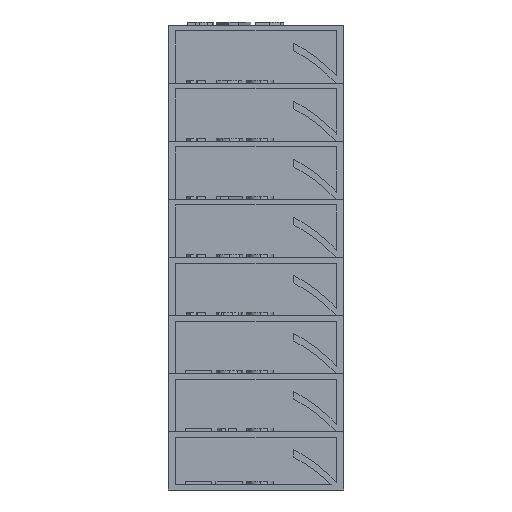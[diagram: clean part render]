
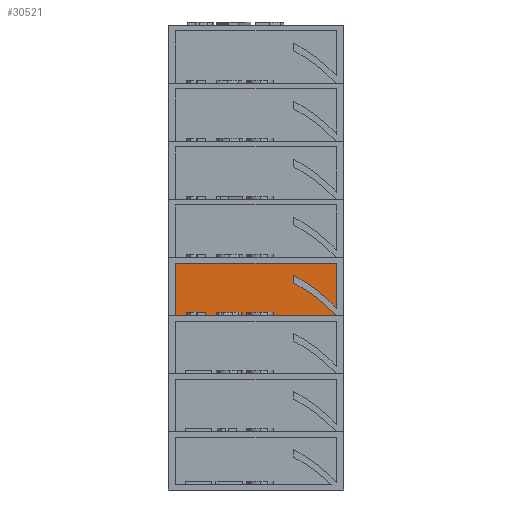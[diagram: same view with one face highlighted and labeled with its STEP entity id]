
A CAD part, front view. The second image highlights one B-rep face of the part: STEP entity #30521.
In plain terms, the highlighted planar face has unit normal (0, -1, 0).
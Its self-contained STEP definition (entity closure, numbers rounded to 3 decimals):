
#29578 = PLANE('',#29579);
#29579 = AXIS2_PLACEMENT_3D('',#29580,#29581,#29582);
#29580 = CARTESIAN_POINT('',(0.,2.331,29.7));
#29581 = DIRECTION('',(0.,0.,1.));
#29582 = DIRECTION('',(1.,0.,0.));
#29715 = VERTEX_POINT('',#29716);
#29716 = CARTESIAN_POINT('',(13.7,3.7,29.7));
#29730 = PLANE('',#29731);
#29731 = AXIS2_PLACEMENT_3D('',#29732,#29733,#29734);
#29732 = CARTESIAN_POINT('',(13.7,-5.,29.7));
#29733 = DIRECTION('',(-1.,0.,0.));
#29734 = DIRECTION('',(0.,1.,0.));
#29742 = EDGE_CURVE('',#29715,#29743,#29745,.T.);
#29743 = VERTEX_POINT('',#29744);
#29744 = CARTESIAN_POINT('',(-13.7,3.7,29.7));
#29745 = SURFACE_CURVE('',#29746,(#29750,#29757),.PCURVE_S1.);
#29746 = LINE('',#29747,#29748);
#29747 = CARTESIAN_POINT('',(13.7,3.7,29.7));
#29748 = VECTOR('',#29749,1.);
#29749 = DIRECTION('',(-1.,0.,0.));
#29750 = PCURVE('',#29578,#29751);
#29751 = DEFINITIONAL_REPRESENTATION('',(#29752),#29756);
#29752 = LINE('',#29753,#29754);
#29753 = CARTESIAN_POINT('',(13.7,1.369));
#29754 = VECTOR('',#29755,1.);
#29755 = DIRECTION('',(-1.,0.));
#29756 = ( GEOMETRIC_REPRESENTATION_CONTEXT(2) 
PARAMETRIC_REPRESENTATION_CONTEXT() REPRESENTATION_CONTEXT('2D SPACE',''
  ) );
#29757 = PCURVE('',#29758,#29763);
#29758 = PLANE('',#29759);
#29759 = AXIS2_PLACEMENT_3D('',#29760,#29761,#29762);
#29760 = CARTESIAN_POINT('',(13.7,3.7,29.7));
#29761 = DIRECTION('',(0.,-1.,0.));
#29762 = DIRECTION('',(-1.,0.,0.));
#29763 = DEFINITIONAL_REPRESENTATION('',(#29764),#29768);
#29764 = LINE('',#29765,#29766);
#29765 = CARTESIAN_POINT('',(0.,-0.));
#29766 = VECTOR('',#29767,1.);
#29767 = DIRECTION('',(1.,0.));
#29768 = ( GEOMETRIC_REPRESENTATION_CONTEXT(2) 
PARAMETRIC_REPRESENTATION_CONTEXT() REPRESENTATION_CONTEXT('2D SPACE',''
  ) );
#29786 = PLANE('',#29787);
#29787 = AXIS2_PLACEMENT_3D('',#29788,#29789,#29790);
#29788 = CARTESIAN_POINT('',(-13.7,3.7,29.7));
#29789 = DIRECTION('',(1.,0.,0.));
#29790 = DIRECTION('',(0.,-1.,0.));
#30071 = PLANE('',#30072);
#30072 = AXIS2_PLACEMENT_3D('',#30073,#30074,#30075);
#30073 = CARTESIAN_POINT('',(0.,0.,38.7));
#30074 = DIRECTION('',(0.,0.,1.));
#30075 = DIRECTION('',(1.,0.,0.));
#30478 = VERTEX_POINT('',#30479);
#30479 = CARTESIAN_POINT('',(13.7,3.7,38.7));
#30500 = EDGE_CURVE('',#29715,#30478,#30501,.T.);
#30501 = SURFACE_CURVE('',#30502,(#30506,#30513),.PCURVE_S1.);
#30502 = LINE('',#30503,#30504);
#30503 = CARTESIAN_POINT('',(13.7,3.7,29.7));
#30504 = VECTOR('',#30505,1.);
#30505 = DIRECTION('',(0.,0.,1.));
#30506 = PCURVE('',#29730,#30507);
#30507 = DEFINITIONAL_REPRESENTATION('',(#30508),#30512);
#30508 = LINE('',#30509,#30510);
#30509 = CARTESIAN_POINT('',(8.7,0.));
#30510 = VECTOR('',#30511,1.);
#30511 = DIRECTION('',(0.,-1.));
#30512 = ( GEOMETRIC_REPRESENTATION_CONTEXT(2) 
PARAMETRIC_REPRESENTATION_CONTEXT() REPRESENTATION_CONTEXT('2D SPACE',''
  ) );
#30513 = PCURVE('',#29758,#30514);
#30514 = DEFINITIONAL_REPRESENTATION('',(#30515),#30519);
#30515 = LINE('',#30516,#30517);
#30516 = CARTESIAN_POINT('',(0.,-0.));
#30517 = VECTOR('',#30518,1.);
#30518 = DIRECTION('',(0.,-1.));
#30519 = ( GEOMETRIC_REPRESENTATION_CONTEXT(2) 
PARAMETRIC_REPRESENTATION_CONTEXT() REPRESENTATION_CONTEXT('2D SPACE',''
  ) );
#30521 = ADVANCED_FACE('',(#30522),#29758,.T.);
#30522 = FACE_BOUND('',#30523,.T.);
#30523 = EDGE_LOOP('',(#30524,#30525,#30526,#30549));
#30524 = ORIENTED_EDGE('',*,*,#29742,.F.);
#30525 = ORIENTED_EDGE('',*,*,#30500,.T.);
#30526 = ORIENTED_EDGE('',*,*,#30527,.T.);
#30527 = EDGE_CURVE('',#30478,#30528,#30530,.T.);
#30528 = VERTEX_POINT('',#30529);
#30529 = CARTESIAN_POINT('',(-13.7,3.7,38.7));
#30530 = SURFACE_CURVE('',#30531,(#30535,#30542),.PCURVE_S1.);
#30531 = LINE('',#30532,#30533);
#30532 = CARTESIAN_POINT('',(6.85,3.7,38.7));
#30533 = VECTOR('',#30534,1.);
#30534 = DIRECTION('',(-1.,0.,0.));
#30535 = PCURVE('',#29758,#30536);
#30536 = DEFINITIONAL_REPRESENTATION('',(#30537),#30541);
#30537 = LINE('',#30538,#30539);
#30538 = CARTESIAN_POINT('',(6.85,-9.));
#30539 = VECTOR('',#30540,1.);
#30540 = DIRECTION('',(1.,0.));
#30541 = ( GEOMETRIC_REPRESENTATION_CONTEXT(2) 
PARAMETRIC_REPRESENTATION_CONTEXT() REPRESENTATION_CONTEXT('2D SPACE',''
  ) );
#30542 = PCURVE('',#30071,#30543);
#30543 = DEFINITIONAL_REPRESENTATION('',(#30544),#30548);
#30544 = LINE('',#30545,#30546);
#30545 = CARTESIAN_POINT('',(6.85,3.7));
#30546 = VECTOR('',#30547,1.);
#30547 = DIRECTION('',(-1.,0.));
#30548 = ( GEOMETRIC_REPRESENTATION_CONTEXT(2) 
PARAMETRIC_REPRESENTATION_CONTEXT() REPRESENTATION_CONTEXT('2D SPACE',''
  ) );
#30549 = ORIENTED_EDGE('',*,*,#30550,.F.);
#30550 = EDGE_CURVE('',#29743,#30528,#30551,.T.);
#30551 = SURFACE_CURVE('',#30552,(#30556,#30563),.PCURVE_S1.);
#30552 = LINE('',#30553,#30554);
#30553 = CARTESIAN_POINT('',(-13.7,3.7,29.7));
#30554 = VECTOR('',#30555,1.);
#30555 = DIRECTION('',(0.,0.,1.));
#30556 = PCURVE('',#29758,#30557);
#30557 = DEFINITIONAL_REPRESENTATION('',(#30558),#30562);
#30558 = LINE('',#30559,#30560);
#30559 = CARTESIAN_POINT('',(27.4,0.));
#30560 = VECTOR('',#30561,1.);
#30561 = DIRECTION('',(0.,-1.));
#30562 = ( GEOMETRIC_REPRESENTATION_CONTEXT(2) 
PARAMETRIC_REPRESENTATION_CONTEXT() REPRESENTATION_CONTEXT('2D SPACE',''
  ) );
#30563 = PCURVE('',#29786,#30564);
#30564 = DEFINITIONAL_REPRESENTATION('',(#30565),#30569);
#30565 = LINE('',#30566,#30567);
#30566 = CARTESIAN_POINT('',(0.,0.));
#30567 = VECTOR('',#30568,1.);
#30568 = DIRECTION('',(0.,-1.));
#30569 = ( GEOMETRIC_REPRESENTATION_CONTEXT(2) 
PARAMETRIC_REPRESENTATION_CONTEXT() REPRESENTATION_CONTEXT('2D SPACE',''
  ) );
